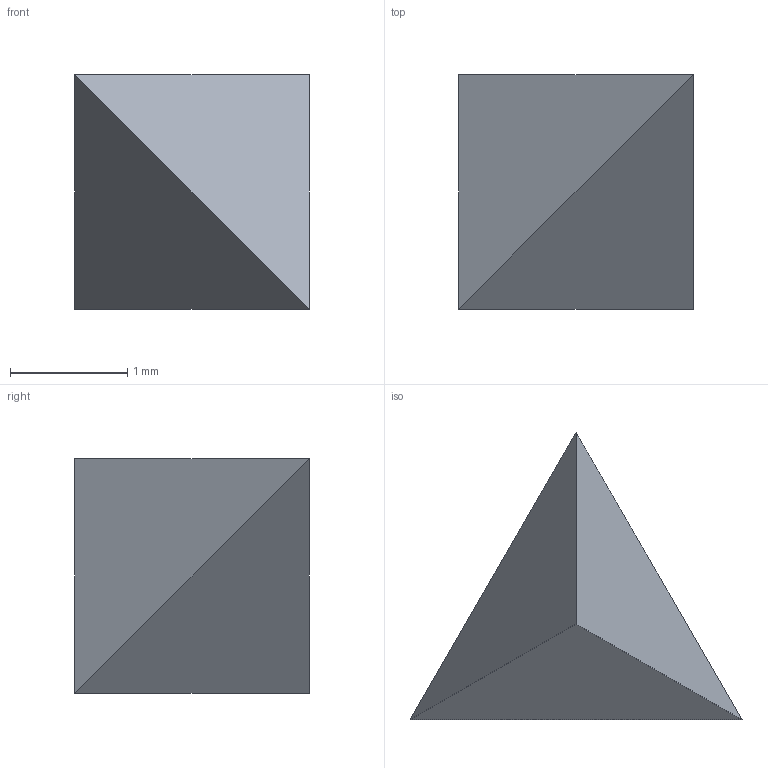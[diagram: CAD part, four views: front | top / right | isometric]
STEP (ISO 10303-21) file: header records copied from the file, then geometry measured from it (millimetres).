
FILE_DESCRIPTION(('STEP AP214'),'1');
FILE_NAME('scene.stp','2021-04-23T04:01:04',(' '),(' '),'Spatial InterOp 3D',' ',' ');
FILE_SCHEMA(('automotive_design'));
Length unit declared in the file: metre
Products named in the file (1): Root
Bounding box: 2 x 2 x 2 mm (x, y, z)
Surface area: 13.9 mm2 (no closed solid volume)
Topology: 0 solids, 4 shells, 4 faces, 12 edges, 4 vertices
Faces by surface type: plane 4
Entity records: 152 total; most frequent: DIRECTION 22, ORIENTED_EDGE 12, EDGE_CURVE 12, LINE 12, VECTOR 12, AXIS2_PLACEMENT_3D 5, CARTESIAN_POINT 5, VERTEX_POINT 4
